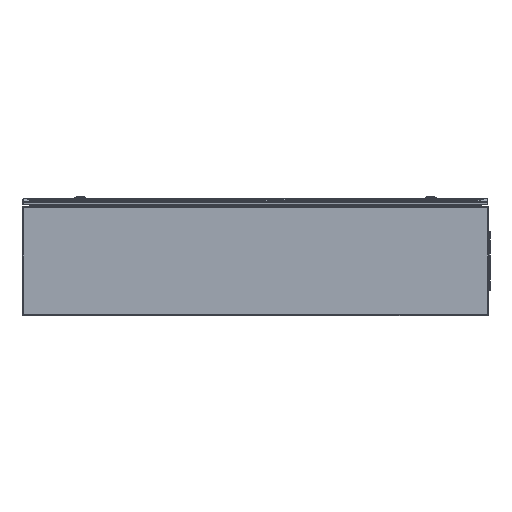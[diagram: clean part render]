
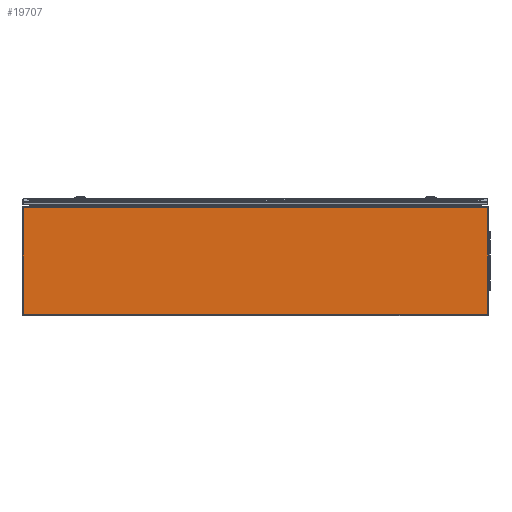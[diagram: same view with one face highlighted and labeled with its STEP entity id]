
A CAD part, left-side view. The second image highlights one B-rep face of the part: STEP entity #19707.
In plain terms, the highlighted planar face has unit normal (-1, 0, 0).
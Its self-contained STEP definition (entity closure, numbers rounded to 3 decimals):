
#1513 = PLANE ( 'NONE',  #32003 ) ;
#1520 = DIRECTION ( 'NONE',  ( 1., 0., 0. ) ) ;
#1522 = DIRECTION ( 'NONE',  ( 0., 0., -1. ) ) ;
#1542 = CARTESIAN_POINT ( 'NONE',  ( -300., -600., 297. ) ) ;
#12119 = LINE ( 'NONE', #13266, #12146 ) ;
#12146 = VECTOR ( 'NONE', #13263, 1000. ) ;
#12185 = LINE ( 'NONE', #13364, #12186 ) ;
#12186 = VECTOR ( 'NONE', #13365, 1000. ) ;
#12194 = VECTOR ( 'NONE', #13326, 1000. ) ;
#12196 = LINE ( 'NONE', #13301, #12194 ) ;
#12253 = VECTOR ( 'NONE', #13514, 1000. ) ;
#12255 = LINE ( 'NONE', #13512, #12253 ) ;
#13263 = DIRECTION ( 'NONE',  ( 0., -1., 0. ) ) ;
#13266 = CARTESIAN_POINT ( 'NONE',  ( -300., -600., 2.4 ) ) ;
#13301 = CARTESIAN_POINT ( 'NONE',  ( -300., -600., 277.6 ) ) ;
#13326 = DIRECTION ( 'NONE',  ( 0., 1., 0. ) ) ;
#13364 = CARTESIAN_POINT ( 'NONE',  ( -300., 597.6, 297. ) ) ;
#13365 = DIRECTION ( 'NONE',  ( 0., 0., -1. ) ) ;
#13512 = CARTESIAN_POINT ( 'NONE',  ( -300., -597.6, 297. ) ) ;
#13514 = DIRECTION ( 'NONE',  ( 0., 0., 1. ) ) ;
#17044 = ORIENTED_EDGE ( 'NONE', *, *, #30320, .T. ) ;
#17068 = ORIENTED_EDGE ( 'NONE', *, *, #30224, .T. ) ;
#17084 = ORIENTED_EDGE ( 'NONE', *, *, #30248, .T. ) ;
#17087 = ORIENTED_EDGE ( 'NONE', *, *, #30243, .T. ) ;
#19707 = ADVANCED_FACE ( 'NONE', ( #49007 ), #1513, .F. ) ;
#30224 = EDGE_CURVE ( 'NONE', #41744, #41761, #12119, .T. ) ;
#30243 = EDGE_CURVE ( 'NONE', #41769, #41765, #12196, .T. ) ;
#30248 = EDGE_CURVE ( 'NONE', #41765, #41744, #12185, .T. ) ;
#30320 = EDGE_CURVE ( 'NONE', #41761, #41769, #12255, .T. ) ;
#32003 = AXIS2_PLACEMENT_3D ( 'NONE', #1542, #1520, #1522 ) ;
#35683 = EDGE_LOOP ( 'NONE', ( #17044, #17087, #17084, #17068 ) ) ;
#37023 = CARTESIAN_POINT ( 'NONE',  ( -300., 597.6, 2.4 ) ) ;
#37074 = CARTESIAN_POINT ( 'NONE',  ( -300., -597.6, 2.4 ) ) ;
#37081 = CARTESIAN_POINT ( 'NONE',  ( -300., 597.6, 277.6 ) ) ;
#37114 = CARTESIAN_POINT ( 'NONE',  ( -300., -597.6, 277.6 ) ) ;
#41744 = VERTEX_POINT ( 'NONE', #37023 ) ;
#41761 = VERTEX_POINT ( 'NONE', #37074 ) ;
#41765 = VERTEX_POINT ( 'NONE', #37081 ) ;
#41769 = VERTEX_POINT ( 'NONE', #37114 ) ;
#49007 = FACE_OUTER_BOUND ( 'NONE', #35683, .T. ) ;
